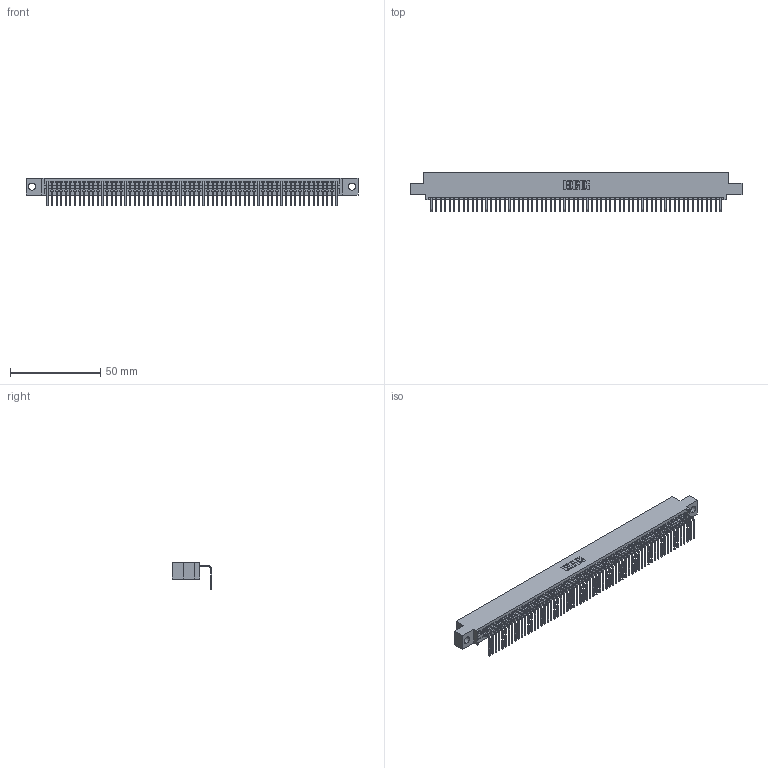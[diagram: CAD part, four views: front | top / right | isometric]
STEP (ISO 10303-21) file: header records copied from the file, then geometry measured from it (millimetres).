
FILE_DESCRIPTION (( 'STEP AP203' ), '1' );
FILE_NAME ('395-064-558-404.STEP', '2021-06-11T19:52:52', ( '' ), ( '' ), 'SwSTEP 2.0', 'SolidWorks 2020', '' );
FILE_SCHEMA (( 'CONFIG_CONTROL_DESIGN' ));
Length unit declared in the file: inch
Products named in the file (3): 395-064-558-404; 345-292-001_558 Tail - 2; 345 Part_0.110 Offset - 0.156 Dia-TI
Assembly tree (65 placements, depth 2):
  395-064-558-404
    345 Part_0.110 Offset - 0.156 Dia-TI
    345-292-001_558 Tail - 2  x64
Bounding box: 183.77 x 21.83 x 15.37 mm (x, y, z)
Volume: 17668.7 mm3; surface area: 24956.4 mm2
Topology: 65 solids, 65 shells, 3984 faces, 12037 edges, 7938 vertices
Faces by surface type: plane 2786, cylinder 1198
Entity records: 45841 total; most frequent: CARTESIAN_POINT 7950, ORIENTED_EDGE 7946, DIRECTION 6909, EDGE_CURVE 3973, VECTOR 3585, LINE 3585, VERTEX_POINT 2646, AXIS2_PLACEMENT_3D 1662
